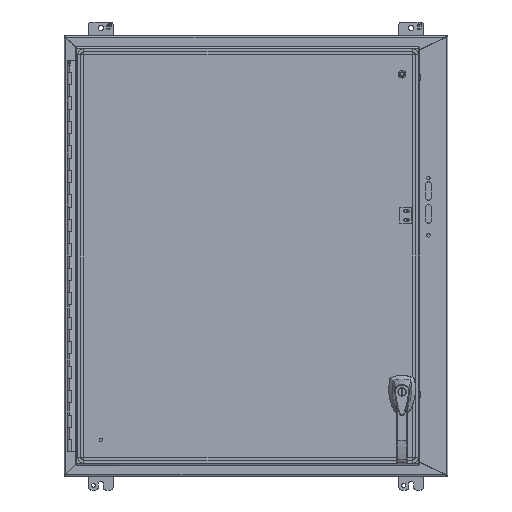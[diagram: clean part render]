
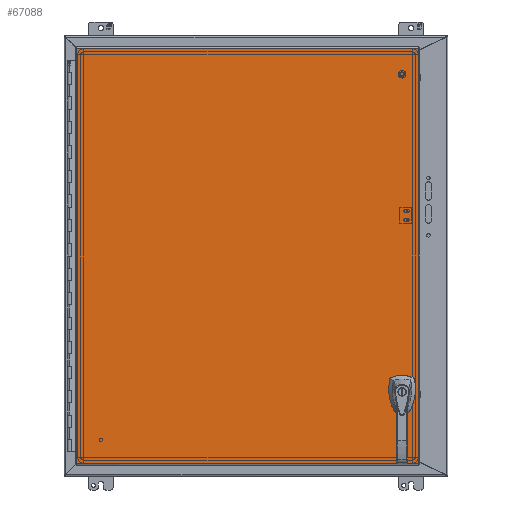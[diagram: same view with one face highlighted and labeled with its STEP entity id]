
A CAD part, front view. The second image highlights one B-rep face of the part: STEP entity #67088.
In plain terms, the highlighted planar face has unit normal (0, -1, 0).
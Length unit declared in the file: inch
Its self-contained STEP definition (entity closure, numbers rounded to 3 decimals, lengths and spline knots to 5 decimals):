
#1467 = DIRECTION ( 'NONE',  ( -1., 0., 0. ) ) ;
#1626 = CARTESIAN_POINT ( 'NONE',  ( 13.2675, -16.87513, -17.094 ) ) ;
#2634 = CARTESIAN_POINT ( 'NONE',  ( -14.7495, -16.87513, -16.986 ) ) ;
#3680 = CARTESIAN_POINT ( 'NONE',  ( 11.73904, -16.87513, -10.7135 ) ) ;
#3777 = VERTEX_POINT ( 'NONE', #28348 ) ;
#4235 = VECTOR ( 'NONE', #54324, 39.37008 ) ;
#5534 = DIRECTION ( 'NONE',  ( 0., 0., -1. ) ) ;
#7356 = DIRECTION ( 'NONE',  ( 0., 1., 0. ) ) ;
#8927 = FACE_OUTER_BOUND ( 'NONE', #78577, .T. ) ;
#10364 = FACE_BOUND ( 'NONE', #30202, .T. ) ;
#12335 = VECTOR ( 'NONE', #34866, 39.37008 ) ;
#12338 = EDGE_CURVE ( 'NONE', #77046, #57493, #67681, .T. ) ;
#12716 = VERTEX_POINT ( 'NONE', #30902 ) ;
#12741 = DIRECTION ( 'NONE',  ( -1., 0., 0. ) ) ;
#13540 = EDGE_CURVE ( 'NONE', #12716, #78398, #56891, .T. ) ;
#15139 = VERTEX_POINT ( 'NONE', #27678 ) ;
#16848 = CARTESIAN_POINT ( 'NONE',  ( 13.2675, -16.87513, -16.986 ) ) ;
#17626 = VERTEX_POINT ( 'NONE', #50282 ) ;
#18581 = CARTESIAN_POINT ( 'NONE',  ( -14.7495, -16.87513, -17.094 ) ) ;
#20451 = EDGE_CURVE ( 'NONE', #75541, #30058, #86091, .T. ) ;
#21331 = CARTESIAN_POINT ( 'NONE',  ( 12.13596, -16.87513, -11.5045 ) ) ;
#22649 = EDGE_CURVE ( 'NONE', #83809, #78398, #67973, .T. ) ;
#24527 = DIRECTION ( 'NONE',  ( 0., 1., 0. ) ) ;
#24870 = CARTESIAN_POINT ( 'NONE',  ( 11.542, -16.87513, -11.30746 ) ) ;
#25163 = ORIENTED_EDGE ( 'NONE', *, *, #13540, .T. ) ;
#26451 = AXIS2_PLACEMENT_3D ( 'NONE', #75654, #24527, #67949 ) ;
#26609 = CARTESIAN_POINT ( 'NONE',  ( 11.73904, -16.87513, -11.5045 ) ) ;
#27678 = CARTESIAN_POINT ( 'NONE',  ( -14.6415, -16.87513, 16.986 ) ) ;
#28348 = CARTESIAN_POINT ( 'NONE',  ( 11.542, -16.87513, -10.91054 ) ) ;
#28964 = ORIENTED_EDGE ( 'NONE', *, *, #12338, .T. ) ;
#29539 = CIRCLE ( 'NONE', #26451, 0.167 ) ;
#30058 = VERTEX_POINT ( 'NONE', #3680 ) ;
#30202 = EDGE_LOOP ( 'NONE', ( #66289, #79224, #36009, #70913, #70445, #77336, #60209, #25163 ) ) ;
#30902 = CARTESIAN_POINT ( 'NONE',  ( 12.333, -16.87513, -11.30746 ) ) ;
#33076 = DIRECTION ( 'NONE',  ( 0., -1., 0. ) ) ;
#33270 = ORIENTED_EDGE ( 'NONE', *, *, #47857, .T. ) ;
#33567 = LINE ( 'NONE', #24870, #89146 ) ;
#34217 = EDGE_CURVE ( 'NONE', #75541, #17626, #35762, .T. ) ;
#34866 = DIRECTION ( 'NONE',  ( 0., 0., -1. ) ) ;
#34950 = VECTOR ( 'NONE', #72946, 39.37008 ) ;
#35349 = AXIS2_PLACEMENT_3D ( 'NONE', #93934, #79003, #85781 ) ;
#35762 = CIRCLE ( 'NONE', #89603, 0.4425 ) ;
#36009 = ORIENTED_EDGE ( 'NONE', *, *, #58367, .F. ) ;
#37335 = CARTESIAN_POINT ( 'NONE',  ( 11.9375, -16.87513, -11.109 ) ) ;
#37853 = VECTOR ( 'NONE', #12741, 39.37008 ) ;
#38176 = EDGE_CURVE ( 'NONE', #15139, #88745, #56587, .T. ) ;
#38456 = FACE_BOUND ( 'NONE', #75251, .T. ) ;
#38862 = ORIENTED_EDGE ( 'NONE', *, *, #90998, .T. ) ;
#40338 = AXIS2_PLACEMENT_3D ( 'NONE', #37335, #7356, #50911 ) ;
#41169 = VECTOR ( 'NONE', #74901, 39.37008 ) ;
#41227 = CARTESIAN_POINT ( 'NONE',  ( 11.9375, -16.87513, -11.109 ) ) ;
#41511 = CARTESIAN_POINT ( 'NONE',  ( -14.6415, -16.87513, -16.986 ) ) ;
#42938 = LINE ( 'NONE', #83548, #65793 ) ;
#45410 = EDGE_CURVE ( 'NONE', #12716, #17626, #42938, .T. ) ;
#47857 = EDGE_CURVE ( 'NONE', #88745, #77046, #75957, .T. ) ;
#49499 = CARTESIAN_POINT ( 'NONE',  ( 11.73904, -16.87513, -10.7135 ) ) ;
#49924 = VERTEX_POINT ( 'NONE', #81579 ) ;
#50282 = CARTESIAN_POINT ( 'NONE',  ( 12.333, -16.87513, -10.91054 ) ) ;
#50911 = DIRECTION ( 'NONE',  ( 0., 0., -1. ) ) ;
#54324 = DIRECTION ( 'NONE',  ( 1., 0., 0. ) ) ;
#54377 = DIRECTION ( 'NONE',  ( 0., 0., -1. ) ) ;
#56587 = LINE ( 'NONE', #78241, #12335 ) ;
#56610 = CARTESIAN_POINT ( 'NONE',  ( 12.13596, -16.87513, -10.7135 ) ) ;
#56891 = CIRCLE ( 'NONE', #35349, 0.4425 ) ;
#57493 = VERTEX_POINT ( 'NONE', #67804 ) ;
#58367 = EDGE_CURVE ( 'NONE', #3777, #49924, #33567, .T. ) ;
#59367 = CARTESIAN_POINT ( 'NONE',  ( -14.7495, -16.87513, 16.986 ) ) ;
#60209 = ORIENTED_EDGE ( 'NONE', *, *, #45410, .F. ) ;
#60264 = AXIS2_PLACEMENT_3D ( 'NONE', #41227, #70539, #85529 ) ;
#63076 = DIRECTION ( 'NONE',  ( 0., 1., 0. ) ) ;
#63596 = ORIENTED_EDGE ( 'NONE', *, *, #68886, .T. ) ;
#64431 = VERTEX_POINT ( 'NONE', #81229 ) ;
#65793 = VECTOR ( 'NONE', #79482, 39.37008 ) ;
#66289 = ORIENTED_EDGE ( 'NONE', *, *, #22649, .F. ) ;
#67088 = ADVANCED_FACE ( 'NONE', ( #10364, #8927, #38456 ), #67800, .T. ) ;
#67681 = LINE ( 'NONE', #1626, #41169 ) ;
#67800 = PLANE ( 'NONE',  #94238 ) ;
#67804 = CARTESIAN_POINT ( 'NONE',  ( 13.2675, -16.87513, 16.986 ) ) ;
#67949 = DIRECTION ( 'NONE',  ( 0., 0., -1. ) ) ;
#67973 = LINE ( 'NONE', #21331, #34950 ) ;
#68458 = EDGE_CURVE ( 'NONE', #83809, #49924, #81869, .T. ) ;
#68886 = EDGE_CURVE ( 'NONE', #64431, #64431, #29539, .T. ) ;
#70445 = ORIENTED_EDGE ( 'NONE', *, *, #20451, .F. ) ;
#70539 = DIRECTION ( 'NONE',  ( 0., 1., 0. ) ) ;
#70913 = ORIENTED_EDGE ( 'NONE', *, *, #76501, .T. ) ;
#72946 = DIRECTION ( 'NONE',  ( 1., 0., 0. ) ) ;
#74901 = DIRECTION ( 'NONE',  ( 0., 0., 1. ) ) ;
#75251 = EDGE_LOOP ( 'NONE', ( #63596 ) ) ;
#75541 = VERTEX_POINT ( 'NONE', #56610 ) ;
#75654 = CARTESIAN_POINT ( 'NONE',  ( 11.9375, -16.87513, -12.447 ) ) ;
#75957 = LINE ( 'NONE', #2634, #4235 ) ;
#76501 = EDGE_CURVE ( 'NONE', #3777, #30058, #86486, .T. ) ;
#77046 = VERTEX_POINT ( 'NONE', #16848 ) ;
#77336 = ORIENTED_EDGE ( 'NONE', *, *, #34217, .T. ) ;
#78241 = CARTESIAN_POINT ( 'NONE',  ( -14.6415, -16.87513, -17.094 ) ) ;
#78398 = VERTEX_POINT ( 'NONE', #90289 ) ;
#78577 = EDGE_LOOP ( 'NONE', ( #28964, #38862, #89886, #33270 ) ) ;
#79003 = DIRECTION ( 'NONE',  ( 0., 1., 0. ) ) ;
#79224 = ORIENTED_EDGE ( 'NONE', *, *, #68458, .T. ) ;
#79482 = DIRECTION ( 'NONE',  ( 0., 0., 1. ) ) ;
#81229 = CARTESIAN_POINT ( 'NONE',  ( 11.9375, -16.87513, -12.614 ) ) ;
#81579 = CARTESIAN_POINT ( 'NONE',  ( 11.542, -16.87513, -11.30746 ) ) ;
#81869 = CIRCLE ( 'NONE', #60264, 0.4425 ) ;
#82831 = VECTOR ( 'NONE', #1467, 39.37008 ) ;
#83548 = CARTESIAN_POINT ( 'NONE',  ( 12.333, -16.87513, -10.91054 ) ) ;
#83809 = VERTEX_POINT ( 'NONE', #26609 ) ;
#85529 = DIRECTION ( 'NONE',  ( 0., 0., -1. ) ) ;
#85781 = DIRECTION ( 'NONE',  ( 0., 0., -1. ) ) ;
#86091 = LINE ( 'NONE', #49499, #37853 ) ;
#86230 = DIRECTION ( 'NONE',  ( 0., 0., -1. ) ) ;
#86486 = CIRCLE ( 'NONE', #40338, 0.4425 ) ;
#87193 = CARTESIAN_POINT ( 'NONE',  ( 11.9375, -16.87513, -11.109 ) ) ;
#88745 = VERTEX_POINT ( 'NONE', #41511 ) ;
#89146 = VECTOR ( 'NONE', #54377, 39.37008 ) ;
#89603 = AXIS2_PLACEMENT_3D ( 'NONE', #87193, #63076, #86230 ) ;
#89886 = ORIENTED_EDGE ( 'NONE', *, *, #38176, .T. ) ;
#90200 = LINE ( 'NONE', #59367, #82831 ) ;
#90289 = CARTESIAN_POINT ( 'NONE',  ( 12.13596, -16.87513, -11.5045 ) ) ;
#90998 = EDGE_CURVE ( 'NONE', #57493, #15139, #90200, .T. ) ;
#93934 = CARTESIAN_POINT ( 'NONE',  ( 11.9375, -16.87513, -11.109 ) ) ;
#94238 = AXIS2_PLACEMENT_3D ( 'NONE', #18581, #33076, #5534 ) ;
